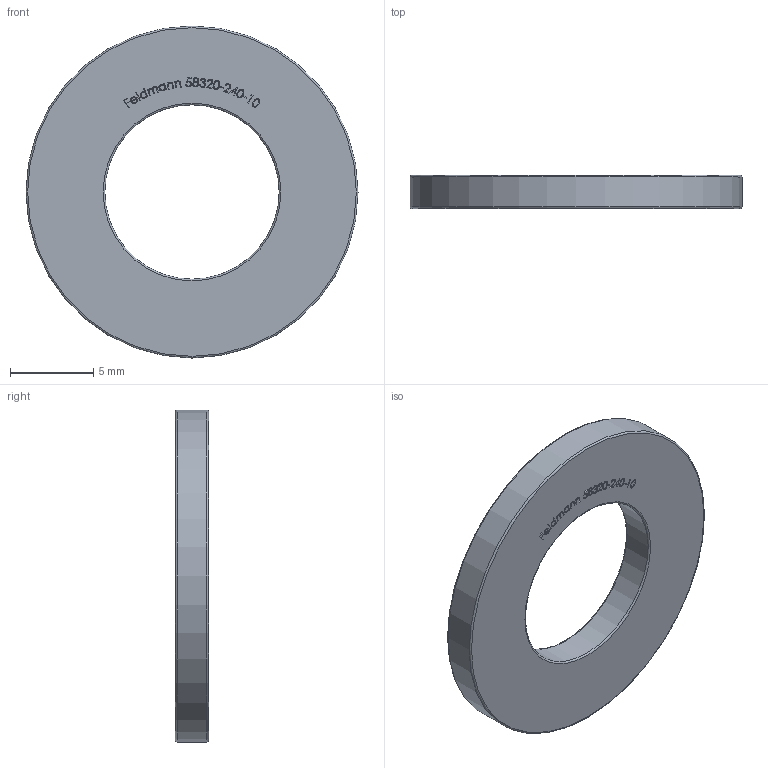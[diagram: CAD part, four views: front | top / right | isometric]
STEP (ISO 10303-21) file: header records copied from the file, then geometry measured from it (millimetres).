
FILE_DESCRIPTION (( 'STEP AP203' ), '1' );
FILE_NAME ('58320-240-10.step', '2019-12-18T12:46:01', ( '' ), ( '' ), 'SwSTEP 2.0', 'SolidWorks 2015', '' );
FILE_SCHEMA (( 'CONFIG_CONTROL_DESIGN' ));
Length unit declared in the file: millimetre
Products named in the file (2): 58320-240-10
Bounding box: 20 x 2 x 20 mm (x, y, z)
Volume: 454.6 mm3; surface area: 643 mm2
Topology: 1 solids, 1 shells, 265 faces, 698 edges, 464 vertices
Faces by surface type: plane 133, bspline 126, torus 4, cylinder 2
Full cylindrical faces by diameter (mm): 10.5 x1, 20 x1
Entity records: 15493 total; most frequent: CARTESIAN_POINT 9661, ORIENTED_EDGE 1384, DIRECTION 730, EDGE_CURVE 692, VERTEX_POINT 464, LINE 432, VECTOR 432, EDGE_LOOP 302
